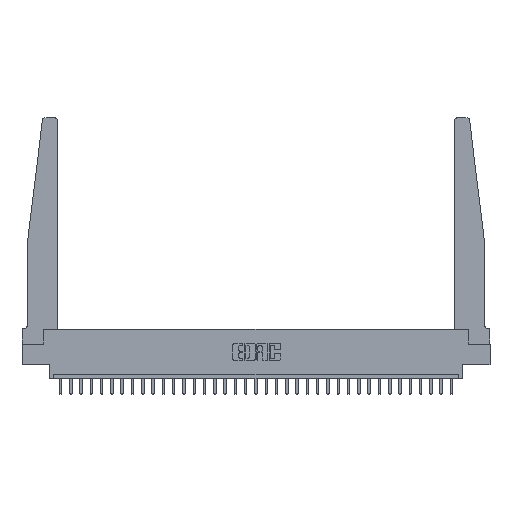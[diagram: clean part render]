
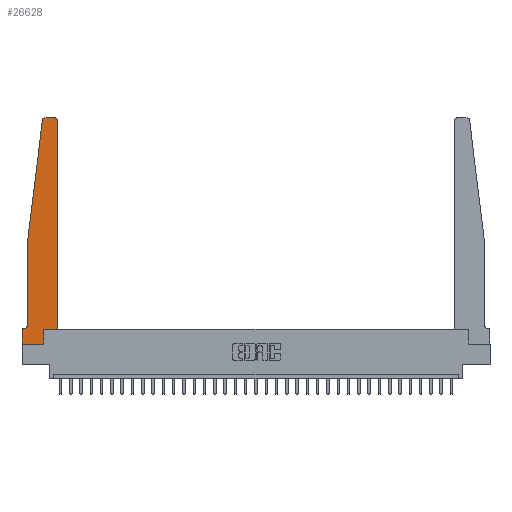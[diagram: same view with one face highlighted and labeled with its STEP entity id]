
A CAD part, top view. The second image highlights one B-rep face of the part: STEP entity #26628.
In plain terms, the highlighted planar face has unit normal (0, 0, 1).
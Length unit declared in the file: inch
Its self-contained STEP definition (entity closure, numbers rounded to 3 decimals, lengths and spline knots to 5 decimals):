
#205 = VECTOR ( 'NONE', #18082, 39.37008 ) ;
#214 = EDGE_CURVE ( 'NONE', #16230, #16763, #5390, .T. ) ;
#264 = ORIENTED_EDGE ( 'NONE', *, *, #22739, .T. ) ;
#500 = AXIS2_PLACEMENT_3D ( 'NONE', #22185, #24006, #1333 ) ;
#612 = VECTOR ( 'NONE', #23135, 39.37008 ) ;
#1329 = VECTOR ( 'NONE', #15343, 39.37008 ) ;
#1333 = DIRECTION ( 'NONE',  ( 1., 0., 0. ) ) ;
#1757 = CARTESIAN_POINT ( 'NONE',  ( 0.425, 0.18, 0.37 ) ) ;
#2824 = ORIENTED_EDGE ( 'NONE', *, *, #19566, .T. ) ;
#2904 = DIRECTION ( 'NONE',  ( 1., 0., 0. ) ) ;
#2941 = VERTEX_POINT ( 'NONE', #10988 ) ;
#3416 = VERTEX_POINT ( 'NONE', #24918 ) ;
#3578 = DIRECTION ( 'NONE',  ( 1., 0., 0. ) ) ;
#3752 = DIRECTION ( 'NONE',  ( -1., 0., 0. ) ) ;
#3930 = ORIENTED_EDGE ( 'NONE', *, *, #6452, .T. ) ;
#4251 = CARTESIAN_POINT ( 'NONE',  ( 0.2605, 0.18, 0.37 ) ) ;
#4946 = CARTESIAN_POINT ( 'NONE',  ( 0., 0., 0.37 ) ) ;
#5226 = PLANE ( 'NONE',  #8526 ) ;
#5390 = CIRCLE ( 'NONE', #500, 0.03 ) ;
#6138 = DIRECTION ( 'NONE',  ( 0., 0., -1. ) ) ;
#6452 = EDGE_CURVE ( 'NONE', #24593, #16230, #25670, .T. ) ;
#6501 = ORIENTED_EDGE ( 'NONE', *, *, #23864, .T. ) ;
#6755 = CARTESIAN_POINT ( 'NONE',  ( 0.015, 0.1875, 0.37 ) ) ;
#6782 = CIRCLE ( 'NONE', #24705, 0.05 ) ;
#6846 = ORIENTED_EDGE ( 'NONE', *, *, #214, .T. ) ;
#7375 = CARTESIAN_POINT ( 'NONE',  ( 0.065, 1.25, 0.37 ) ) ;
#7429 = ORIENTED_EDGE ( 'NONE', *, *, #28990, .T. ) ;
#8223 = EDGE_LOOP ( 'NONE', ( #20707, #2824, #14281, #6501, #25678, #27499, #10914, #17362, #264, #7429, #3930, #6846 ) ) ;
#8388 = DIRECTION ( 'NONE',  ( 0., 1., 0. ) ) ;
#8443 = CARTESIAN_POINT ( 'NONE',  ( 0., 0., 0.37 ) ) ;
#8526 = AXIS2_PLACEMENT_3D ( 'NONE', #14494, #23755, #2904 ) ;
#8869 = LINE ( 'NONE', #19938, #28615 ) ;
#9108 = CARTESIAN_POINT ( 'NONE',  ( 0.425, 0.18, 0.37 ) ) ;
#9338 = VECTOR ( 'NONE', #23083, 39.37008 ) ;
#9469 = CARTESIAN_POINT ( 'NONE',  ( 0.065, 1.25, 0.37 ) ) ;
#10367 = CARTESIAN_POINT ( 'NONE',  ( 0.425, 2.72, 0.37 ) ) ;
#10914 = ORIENTED_EDGE ( 'NONE', *, *, #21220, .T. ) ;
#10988 = CARTESIAN_POINT ( 'NONE',  ( 0.2605, 0.18, 0.37 ) ) ;
#11282 = VECTOR ( 'NONE', #29386, 39.37008 ) ;
#11290 = CARTESIAN_POINT ( 'NONE',  ( 0.27653, 2.75, 0.37 ) ) ;
#12196 = VERTEX_POINT ( 'NONE', #11290 ) ;
#12818 = DIRECTION ( 'NONE',  ( -1., 0., 0. ) ) ;
#13039 = LINE ( 'NONE', #17304, #18065 ) ;
#13041 = CARTESIAN_POINT ( 'NONE',  ( 0., 0.1875, 0.37 ) ) ;
#13130 = EDGE_CURVE ( 'NONE', #23540, #21362, #6782, .T. ) ;
#13652 = LINE ( 'NONE', #1757, #1329 ) ;
#13748 = VECTOR ( 'NONE', #8388, 39.37008 ) ;
#13816 = CARTESIAN_POINT ( 'NONE',  ( 0.25, 2.75, 0.37 ) ) ;
#13925 = EDGE_CURVE ( 'NONE', #21362, #23232, #13039, .T. ) ;
#14120 = LINE ( 'NONE', #13816, #9338 ) ;
#14281 = ORIENTED_EDGE ( 'NONE', *, *, #22445, .T. ) ;
#14494 = CARTESIAN_POINT ( 'NONE',  ( 0., 0.1875, 0.37 ) ) ;
#14997 = CARTESIAN_POINT ( 'NONE',  ( 0.27653, 2.72, 0.37 ) ) ;
#15114 = CARTESIAN_POINT ( 'NONE',  ( 0.065, 1.25, 0.37 ) ) ;
#15343 = DIRECTION ( 'NONE',  ( 1., 0., 0. ) ) ;
#15829 = CARTESIAN_POINT ( 'NONE',  ( 0.2605, 0., 0.37 ) ) ;
#16230 = VERTEX_POINT ( 'NONE', #10367 ) ;
#16411 = VERTEX_POINT ( 'NONE', #15829 ) ;
#16526 = CIRCLE ( 'NONE', #18942, 0.03 ) ;
#16763 = VERTEX_POINT ( 'NONE', #20782 ) ;
#17090 = LINE ( 'NONE', #7375, #18596 ) ;
#17304 = CARTESIAN_POINT ( 'NONE',  ( 0.065, 0.1875, 0.37 ) ) ;
#17362 = ORIENTED_EDGE ( 'NONE', *, *, #18862, .T. ) ;
#17531 = CARTESIAN_POINT ( 'NONE',  ( 0.015, 0.2375, 0.37 ) ) ;
#17556 = LINE ( 'NONE', #8443, #11282 ) ;
#18065 = VECTOR ( 'NONE', #3752, 39.37008 ) ;
#18082 = DIRECTION ( 'NONE',  ( 0., 1., 0. ) ) ;
#18424 = LINE ( 'NONE', #9469, #612 ) ;
#18596 = VECTOR ( 'NONE', #26046, 39.37008 ) ;
#18862 = EDGE_CURVE ( 'NONE', #24961, #16411, #8869, .T. ) ;
#18942 = AXIS2_PLACEMENT_3D ( 'NONE', #14997, #26544, #3578 ) ;
#19566 = EDGE_CURVE ( 'NONE', #12196, #3416, #16526, .T. ) ;
#19938 = CARTESIAN_POINT ( 'NONE',  ( 0., 0., 0.37 ) ) ;
#20358 = CARTESIAN_POINT ( 'NONE',  ( 0.425, 0.18, 0.37 ) ) ;
#20675 = EDGE_CURVE ( 'NONE', #16763, #12196, #14120, .T. ) ;
#20707 = ORIENTED_EDGE ( 'NONE', *, *, #20675, .T. ) ;
#20782 = CARTESIAN_POINT ( 'NONE',  ( 0.395, 2.75, 0.37 ) ) ;
#21220 = EDGE_CURVE ( 'NONE', #23232, #24961, #17556, .T. ) ;
#21362 = VERTEX_POINT ( 'NONE', #6755 ) ;
#22185 = CARTESIAN_POINT ( 'NONE',  ( 0.395, 2.72, 0.37 ) ) ;
#22281 = CARTESIAN_POINT ( 'NONE',  ( 0.065, 0.2375, 0.37 ) ) ;
#22445 = EDGE_CURVE ( 'NONE', #3416, #25131, #18424, .T. ) ;
#22739 = EDGE_CURVE ( 'NONE', #16411, #2941, #26768, .T. ) ;
#23083 = DIRECTION ( 'NONE',  ( -1., 0., 0. ) ) ;
#23135 = DIRECTION ( 'NONE',  ( -0.122, -0.992, 0. ) ) ;
#23232 = VERTEX_POINT ( 'NONE', #13041 ) ;
#23540 = VERTEX_POINT ( 'NONE', #22281 ) ;
#23755 = DIRECTION ( 'NONE',  ( 0., 0., 1. ) ) ;
#23864 = EDGE_CURVE ( 'NONE', #25131, #23540, #17090, .T. ) ;
#24006 = DIRECTION ( 'NONE',  ( 0., 0., 1. ) ) ;
#24593 = VERTEX_POINT ( 'NONE', #9108 ) ;
#24705 = AXIS2_PLACEMENT_3D ( 'NONE', #17531, #6138, #12818 ) ;
#24918 = CARTESIAN_POINT ( 'NONE',  ( 0.24675, 2.72367, 0.37 ) ) ;
#24961 = VERTEX_POINT ( 'NONE', #4946 ) ;
#25131 = VERTEX_POINT ( 'NONE', #15114 ) ;
#25670 = LINE ( 'NONE', #20358, #205 ) ;
#25678 = ORIENTED_EDGE ( 'NONE', *, *, #13130, .T. ) ;
#26040 = FACE_OUTER_BOUND ( 'NONE', #8223, .T. ) ;
#26046 = DIRECTION ( 'NONE',  ( 0., -1., 0. ) ) ;
#26544 = DIRECTION ( 'NONE',  ( 0., 0., 1. ) ) ;
#26628 = ADVANCED_FACE ( 'NONE', ( #26040 ), #5226, .T. ) ;
#26768 = LINE ( 'NONE', #4251, #13748 ) ;
#27220 = DIRECTION ( 'NONE',  ( 1., 0., 0. ) ) ;
#27499 = ORIENTED_EDGE ( 'NONE', *, *, #13925, .T. ) ;
#28615 = VECTOR ( 'NONE', #27220, 39.37008 ) ;
#28990 = EDGE_CURVE ( 'NONE', #2941, #24593, #13652, .T. ) ;
#29386 = DIRECTION ( 'NONE',  ( 0., -1., 0. ) ) ;
